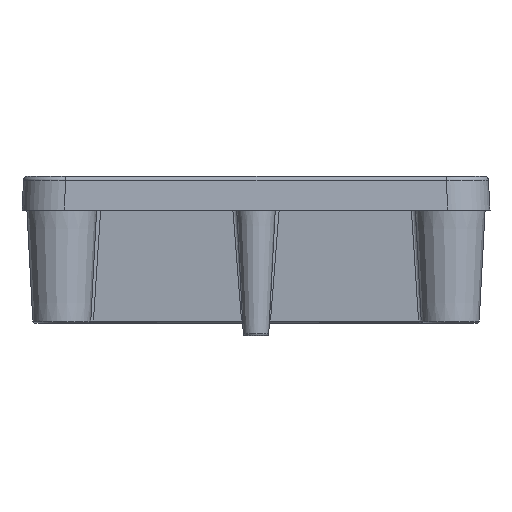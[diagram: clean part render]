
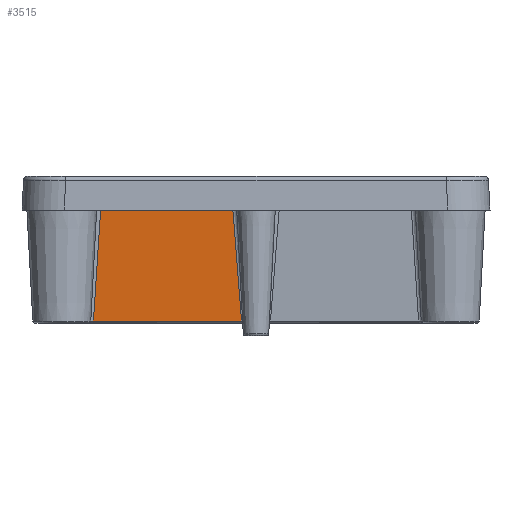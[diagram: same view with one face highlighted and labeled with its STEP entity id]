
A CAD part, front view. The second image highlights one B-rep face of the part: STEP entity #3515.
In plain terms, the highlighted planar face has unit normal (0, -0.999, -0.052).
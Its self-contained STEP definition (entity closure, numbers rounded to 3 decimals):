
#55 = CARTESIAN_POINT ( 'NONE',  ( -18.403, -80.1, 4.685 ) ) ;
#975 = CARTESIAN_POINT ( 'NONE',  ( -2.733, -80.1, 4.685 ) ) ;
#1176 = DIRECTION ( 'NONE',  ( 1., 0., 0. ) ) ;
#1769 = CARTESIAN_POINT ( 'NONE',  ( -1.719, -79.412, -8.448 ) ) ;
#2619 = DIRECTION ( 'NONE',  ( 0., 0.052, -0.999 ) ) ;
#2917 = EDGE_CURVE ( 'NONE', #7027, #18414, #7763, .T. ) ;
#3320 = EDGE_LOOP ( 'NONE', ( #16462, #4034, #5862, #18726 ) ) ;
#3515 = ADVANCED_FACE ( 'NONE', ( #18707 ), #5545, .T. ) ;
#4034 = ORIENTED_EDGE ( 'NONE', *, *, #12410, .T. ) ;
#4203 = LINE ( 'NONE', #10051, #11635 ) ;
#4583 = EDGE_CURVE ( 'NONE', #11621, #12720, #4203, .T. ) ;
#4902 = CARTESIAN_POINT ( 'NONE',  ( -18.403, -80.1, 4.685 ) ) ;
#5545 = PLANE ( 'NONE',  #6686 ) ;
#5862 = ORIENTED_EDGE ( 'NONE', *, *, #2917, .T. ) ;
#6686 = AXIS2_PLACEMENT_3D ( 'NONE', #9833, #11509, #2619 ) ;
#6892 = CARTESIAN_POINT ( 'NONE',  ( -1.719, -79.412, -8.448 ) ) ;
#7027 = VERTEX_POINT ( 'NONE', #12848 ) ;
#7763 = LINE ( 'NONE', #13942, #19182 ) ;
#8355 = CARTESIAN_POINT ( 'NONE',  ( -2.118, -79.641, -4.075 ) ) ;
#9371 = CARTESIAN_POINT ( 'NONE',  ( -19.248, -79.412, -8.448 ) ) ;
#9833 = CARTESIAN_POINT ( 'NONE',  ( 22., -80.1, 4.685 ) ) ;
#9838 = CARTESIAN_POINT ( 'NONE',  ( -2.595, -79.985, 2.494 ) ) ;
#10051 = CARTESIAN_POINT ( 'NONE',  ( 19.265, -79.412, -8.448 ) ) ;
#10749 = EDGE_CURVE ( 'NONE', #18414, #11621, #17903, .T. ) ;
#10869 = DIRECTION ( 'NONE',  ( -1., 0., 0. ) ) ;
#11509 = DIRECTION ( 'NONE',  ( 0., -0.999, -0.052 ) ) ;
#11621 = VERTEX_POINT ( 'NONE', #17760 ) ;
#11635 = VECTOR ( 'NONE', #1176, 1000. ) ;
#12410 = EDGE_CURVE ( 'NONE', #12720, #7027, #13334, .T. ) ;
#12720 = VERTEX_POINT ( 'NONE', #1769 ) ;
#12848 = CARTESIAN_POINT ( 'NONE',  ( -2.733, -80.1, 4.685 ) ) ;
#13334 = B_SPLINE_CURVE_WITH_KNOTS ( 'NONE', 3,
 ( #6892, #18652, #8355, #18777, #9838, #975 ),
 .UNSPECIFIED., .F., .F.,
 ( 4, 2, 4 ),
 ( 0., 0.007, 0.013 ),
 .UNSPECIFIED. ) ;
#13796 = CARTESIAN_POINT ( 'NONE',  ( -18.659, -79.87, 0.306 ) ) ;
#13942 = CARTESIAN_POINT ( 'NONE',  ( 22., -80.1, 4.685 ) ) ;
#16462 = ORIENTED_EDGE ( 'NONE', *, *, #4583, .T. ) ;
#17760 = CARTESIAN_POINT ( 'NONE',  ( -19.248, -79.412, -8.448 ) ) ;
#17903 = B_SPLINE_CURVE_WITH_KNOTS ( 'NONE', 3,
 ( #4902, #13796, #18305, #9371 ),
 .UNSPECIFIED., .F., .F.,
 ( 4, 4 ),
 ( 0., 0.013 ),
 .UNSPECIFIED. ) ;
#18305 = CARTESIAN_POINT ( 'NONE',  ( -18.935, -79.641, -4.072 ) ) ;
#18414 = VERTEX_POINT ( 'NONE', #55 ) ;
#18652 = CARTESIAN_POINT ( 'NONE',  ( -1.938, -79.526, -6.263 ) ) ;
#18707 = FACE_OUTER_BOUND ( 'NONE', #3320, .T. ) ;
#18726 = ORIENTED_EDGE ( 'NONE', *, *, #10749, .T. ) ;
#18777 = CARTESIAN_POINT ( 'NONE',  ( -2.448, -79.87, 0.303 ) ) ;
#19182 = VECTOR ( 'NONE', #10869, 1000. ) ;
